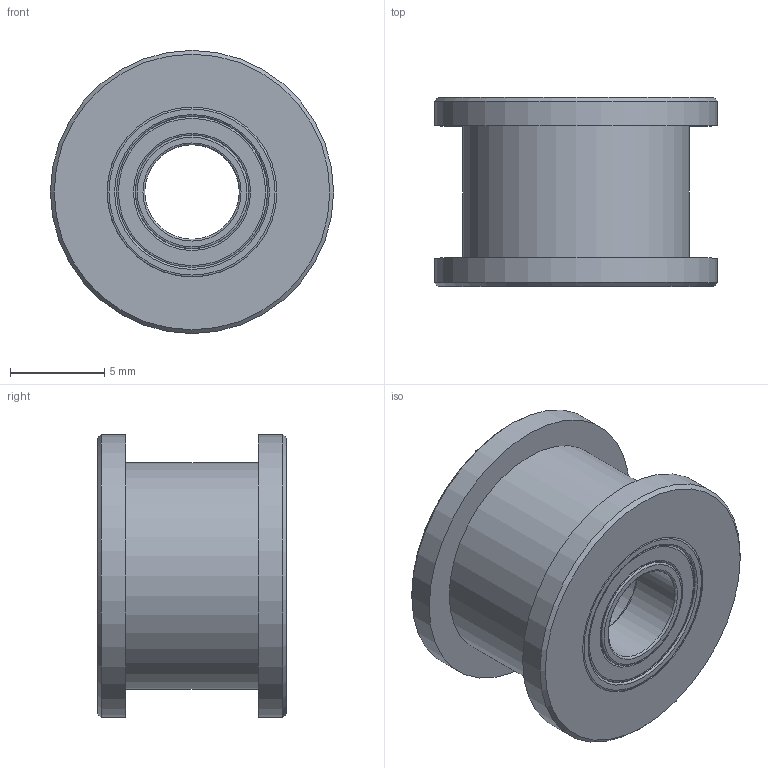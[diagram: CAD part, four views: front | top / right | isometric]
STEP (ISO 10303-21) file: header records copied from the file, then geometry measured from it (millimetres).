
FILE_DESCRIPTION(('FreeCAD Model'),'2;1');
FILE_NAME('Open CASCADE Shape Model','2022-03-16T22:16:49',(''),(''), 'Open CASCADE STEP processor 7.5','FreeCAD','Unknown');
FILE_SCHEMA(('AUTOMOTIVE_DESIGN { 1 0 10303 214 1 1 1 1 }'));
Length unit declared in the file: millimetre
Products named in the file (4): Smooth Idler 6mm; Ball bearing (5x9x3)mm001; Ball bearing (5x9x3)mm002; GT2_Idler_20S
Assembly tree (3 placements, depth 2):
  Smooth Idler 6mm
    Ball bearing (5x9x3)mm001
    Ball bearing (5x9x3)mm002
    GT2_Idler_20S
Bounding box: 15 x 10 x 15 mm (x, y, z)
Volume: 1038.3 mm3; surface area: 1525.4 mm2
Topology: 3 solids, 3 shells, 62 faces, 106 edges, 62 vertices
Faces by surface type: revolution 24, plane 18, cylinder 18, cone 2
Full cylindrical faces by diameter (mm): 5 x2, 6 x4, 7 x1, 8 x4, 9 x4, 12 x1, 15 x2
Entity records: 1686 total; most frequent: DIRECTION 346, CARTESIAN_POINT 260, ORIENTED_EDGE 212, AXIS2_PLACEMENT_3D 152, CIRCLE 110, EDGE_CURVE 106, FACE_BOUND 80, EDGE_LOOP 80
